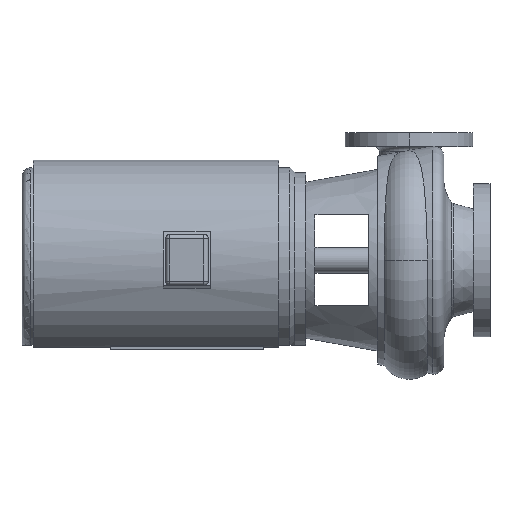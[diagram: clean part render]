
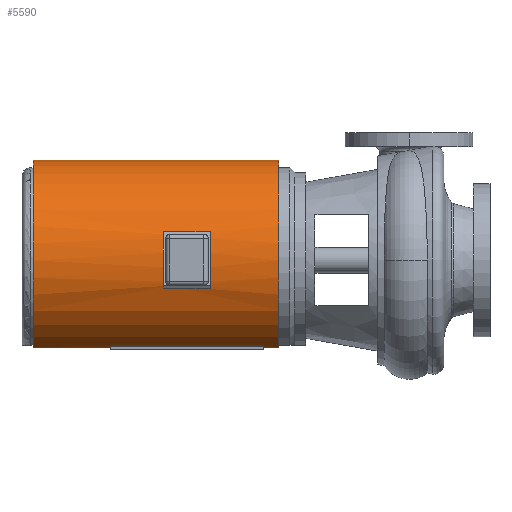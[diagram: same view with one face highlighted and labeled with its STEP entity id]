
A CAD part, top view. The second image highlights one B-rep face of the part: STEP entity #5590.
In plain terms, the highlighted cylindrical face has radius 149.225 mm (diameter 298.45 mm), a partial arc.
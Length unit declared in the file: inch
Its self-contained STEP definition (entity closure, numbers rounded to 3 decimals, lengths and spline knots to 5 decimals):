
#4040=CARTESIAN_POINT('',(-11.813,0.,0.));
#4041=DIRECTION('',(1.,0.,0.));
#4042=DIRECTION('',(0.,-0.213,-0.977));
#4043=AXIS2_PLACEMENT_3D('',#4040,#4041,#4042);
#4048=DIRECTION('',(1.,0.,0.));
#4049=VECTOR('',#4048,2.);
#4050=CARTESIAN_POINT('',(-14.063,-1.5,-5.68028));
#4051=LINE('',#4050,#4049);
#4055=CARTESIAN_POINT('',(-14.313,0.,0.));
#4056=DIRECTION('',(1.,0.,0.));
#4057=DIRECTION('',(0.,-0.213,-0.977));
#4058=AXIS2_PLACEMENT_3D('',#4055,#4056,#4057);
#4063=DIRECTION('',(1.,0.,0.));
#4064=VECTOR('',#4063,2.);
#4065=CARTESIAN_POINT('',(-14.063,1.5,-5.68028));
#4066=LINE('',#4065,#4064);
#4070=CARTESIAN_POINT('',(-7.65675,0.,0.));
#4071=DIRECTION('',(1.,0.,0.));
#4072=DIRECTION('',(0.,0.869,0.494));
#4073=AXIS2_PLACEMENT_3D('',#4070,#4071,#4072);
#4078=DIRECTION('',(1.,0.,0.));
#4079=VECTOR('',#4078,0.90625);
#4080=CARTESIAN_POINT('',(-8.563,5.10731,-2.90361));
#4081=LINE('',#4080,#4079);
#4085=CARTESIAN_POINT('',(-8.563,0.,0.));
#4086=DIRECTION('',(1.,0.,0.));
#4087=DIRECTION('',(0.,0.852,-0.523));
#4088=AXIS2_PLACEMENT_3D('',#4085,#4086,#4087);
#4093=DIRECTION('',(1.,0.,0.));
#4094=VECTOR('',#4093,9.);
#4095=CARTESIAN_POINT('',(-17.563,5.00752,-3.07252));
#4096=LINE('',#4095,#4094);
#4100=CARTESIAN_POINT('',(-17.563,0.,0.));
#4101=DIRECTION('',(1.,0.,0.));
#4102=DIRECTION('',(0.,0.852,-0.523));
#4103=AXIS2_PLACEMENT_3D('',#4100,#4101,#4102);
#4108=DIRECTION('',(1.,0.,0.));
#4109=VECTOR('',#4108,4.537);
#4110=CARTESIAN_POINT('',(-22.1,5.10731,-2.90361));
#4111=LINE('',#4110,#4109);
#4115=CARTESIAN_POINT('',(-22.1,0.,0.));
#4116=DIRECTION('',(-1.,0.,0.));
#4117=DIRECTION('',(0.,0.869,-0.494));
#4118=AXIS2_PLACEMENT_3D('',#4115,#4116,#4117);
#4123=DIRECTION('',(1.,0.,0.));
#4124=VECTOR('',#4123,4.537);
#4125=CARTESIAN_POINT('',(-22.1,5.10731,2.90361));
#4126=LINE('',#4125,#4124);
#4130=CARTESIAN_POINT('',(-17.563,0.,0.));
#4131=DIRECTION('',(1.,0.,0.));
#4132=DIRECTION('',(0.,0.869,0.494));
#4133=AXIS2_PLACEMENT_3D('',#4130,#4131,#4132);
#4138=DIRECTION('',(1.,0.,0.));
#4139=VECTOR('',#4138,9.);
#4140=CARTESIAN_POINT('',(-17.563,5.00752,3.07252));
#4141=LINE('',#4140,#4139);
#4145=CARTESIAN_POINT('',(-8.563,0.,0.));
#4146=DIRECTION('',(1.,0.,0.));
#4147=DIRECTION('',(0.,0.869,0.494));
#4148=AXIS2_PLACEMENT_3D('',#4145,#4146,#4147);
#4153=DIRECTION('',(1.,0.,0.));
#4154=VECTOR('',#4153,0.90625);
#4155=CARTESIAN_POINT('',(-8.563,5.10731,2.90361));
#4156=LINE('',#4155,#4154);
#4248=CARTESIAN_POINT('',(-11.813,1.25,-5.74048));
#4249=CARTESIAN_POINT('',(-11.813,1.2764,-5.73473));
#4250=CARTESIAN_POINT('',(-11.82132,1.32901,
-5.72289));
#4251=CARTESIAN_POINT('',(-11.85842,1.40079,
-5.70569));
#4252=CARTESIAN_POINT('',(-11.91427,1.45604,
-5.69178));
#4253=CARTESIAN_POINT('',(-11.98573,1.49212,
-5.68237));
#4254=CARTESIAN_POINT('',(-12.03734,1.5,-5.68028));
#4255=CARTESIAN_POINT('',(-12.063,1.5,-5.68028));
#4425=CARTESIAN_POINT('',(-14.063,1.5,-5.68028));
#4426=CARTESIAN_POINT('',(-14.08866,1.5,-5.68028));
#4427=CARTESIAN_POINT('',(-14.14027,1.49212,
-5.68237));
#4428=CARTESIAN_POINT('',(-14.21173,1.45604,
-5.69178));
#4429=CARTESIAN_POINT('',(-14.26758,1.40079,
-5.70569));
#4430=CARTESIAN_POINT('',(-14.30468,1.32901,
-5.72289));
#4431=CARTESIAN_POINT('',(-14.313,1.2764,-5.73473));
#4432=CARTESIAN_POINT('',(-14.313,1.25,-5.74048));
#4516=CARTESIAN_POINT('',(-14.313,-1.25,-5.74048));
#4517=CARTESIAN_POINT('',(-14.313,-1.2764,-5.73473));
#4518=CARTESIAN_POINT('',(-14.30468,-1.32901,
-5.72289));
#4519=CARTESIAN_POINT('',(-14.26758,-1.40079,
-5.70569));
#4520=CARTESIAN_POINT('',(-14.21173,-1.45604,
-5.69178));
#4521=CARTESIAN_POINT('',(-14.14027,-1.49212,
-5.68237));
#4522=CARTESIAN_POINT('',(-14.08866,-1.5,-5.68028));
#4523=CARTESIAN_POINT('',(-14.063,-1.5,-5.68028));
#4574=CARTESIAN_POINT('',(-12.063,-1.5,-5.68028));
#4575=CARTESIAN_POINT('',(-12.03734,-1.5,-5.68028));
#4576=CARTESIAN_POINT('',(-11.98573,-1.49212,
-5.68237));
#4577=CARTESIAN_POINT('',(-11.91427,-1.45604,
-5.69178));
#4578=CARTESIAN_POINT('',(-11.85842,-1.40079,
-5.70569));
#4579=CARTESIAN_POINT('',(-11.82132,-1.32901,
-5.72289));
#4580=CARTESIAN_POINT('',(-11.813,-1.2764,-5.73473));
#4581=CARTESIAN_POINT('',(-11.813,-1.25,-5.74048));
#5196=VERTEX_POINT('',#4516);
#5197=VERTEX_POINT('',#4523);
#5198=VERTEX_POINT('',#4574);
#5199=VERTEX_POINT('',#4581);
#5200=VERTEX_POINT('',#4425);
#5201=VERTEX_POINT('',#4432);
#5202=VERTEX_POINT('',#4248);
#5203=VERTEX_POINT('',#4255);
#5256=CARTESIAN_POINT('',(-17.563,5.00752,3.07252));
#5257=CARTESIAN_POINT('',(-8.563,5.00752,3.07252));
#5258=VERTEX_POINT('',#5256);
#5259=VERTEX_POINT('',#5257);
#5260=CARTESIAN_POINT('',(-17.563,5.00752,-3.07252));
#5261=CARTESIAN_POINT('',(-8.563,5.00752,-3.07252));
#5262=VERTEX_POINT('',#5260);
#5263=VERTEX_POINT('',#5261);
#5314=CARTESIAN_POINT('',(-7.65675,5.10731,2.90361));
#5315=CARTESIAN_POINT('',(-7.65675,5.10731,-2.90361));
#5316=VERTEX_POINT('',#5314);
#5317=VERTEX_POINT('',#5315);
#5318=CARTESIAN_POINT('',(-22.1,5.10731,-2.90361));
#5319=CARTESIAN_POINT('',(-22.1,5.10731,2.90361));
#5320=VERTEX_POINT('',#5318);
#5321=VERTEX_POINT('',#5319);
#5339=CARTESIAN_POINT('',(-17.563,5.10731,2.90361));
#5340=VERTEX_POINT('',#5339);
#5341=CARTESIAN_POINT('',(-8.563,5.10731,2.90361));
#5342=VERTEX_POINT('',#5341);
#5343=CARTESIAN_POINT('',(-17.563,5.10731,-2.90361));
#5344=VERTEX_POINT('',#5343);
#5345=CARTESIAN_POINT('',(-8.563,5.10731,-2.90361));
#5346=VERTEX_POINT('',#5345);
#5546=CARTESIAN_POINT('',(-23.58435,0.,0.));
#5547=DIRECTION('',(1.,0.,0.));
#5548=DIRECTION('',(0.,-1.,0.));
#5549=AXIS2_PLACEMENT_3D('',#5546,#5547,#5548);
#5550=CYLINDRICAL_SURFACE('',#5549,5.875);
#5552=ORIENTED_EDGE('',*,*,#5551,.T.);
#5554=ORIENTED_EDGE('',*,*,#5553,.F.);
#5556=ORIENTED_EDGE('',*,*,#5555,.F.);
#5558=ORIENTED_EDGE('',*,*,#5557,.F.);
#5559=ORIENTED_EDGE('',*,*,#5531,.T.);
#5561=ORIENTED_EDGE('',*,*,#5560,.F.);
#5562=ORIENTED_EDGE('',*,*,#5475,.T.);
#5563=ORIENTED_EDGE('',*,*,#5492,.T.);
#5564=ORIENTED_EDGE('',*,*,#5512,.T.);
#5566=ORIENTED_EDGE('',*,*,#5565,.T.);
#5568=ORIENTED_EDGE('',*,*,#5567,.F.);
#5569=ORIENTED_EDGE('',*,*,#5498,.T.);
#5570=EDGE_LOOP('',(#5552,#5554,#5556,#5558,#5559,#5561,#5562,#5563,#5564,#5566,
#5568,#5569));
#5571=FACE_OUTER_BOUND('',#5570,.F.);
#5573=ORIENTED_EDGE('',*,*,#5572,.F.);
#5575=ORIENTED_EDGE('',*,*,#5574,.F.);
#5577=ORIENTED_EDGE('',*,*,#5576,.F.);
#5579=ORIENTED_EDGE('',*,*,#5578,.F.);
#5581=ORIENTED_EDGE('',*,*,#5580,.T.);
#5583=ORIENTED_EDGE('',*,*,#5582,.F.);
#5585=ORIENTED_EDGE('',*,*,#5584,.T.);
#5587=ORIENTED_EDGE('',*,*,#5586,.F.);
#5588=EDGE_LOOP('',(#5573,#5575,#5577,#5579,#5581,#5583,#5585,#5587));
#5589=FACE_BOUND('',#5588,.F.);
#4044=CIRCLE('',#4043,5.875);
#4059=CIRCLE('',#4058,5.875);
#4074=CIRCLE('',#4073,5.875);
#4089=CIRCLE('',#4088,5.875);
#4104=CIRCLE('',#4103,5.875);
#4119=CIRCLE('',#4118,5.875);
#4134=CIRCLE('',#4133,5.875);
#4149=CIRCLE('',#4148,5.875);
#4256=B_SPLINE_CURVE_WITH_KNOTS('',3,(#4248,#4249,#4250,#4251,#4252,#4253,#4254,
#4255),.UNSPECIFIED.,.F.,.F.,(4,1,1,1,1,4),(0.,0.2,0.4,0.6,0.8,1.),
.UNSPECIFIED.);
#4433=B_SPLINE_CURVE_WITH_KNOTS('',3,(#4425,#4426,#4427,#4428,#4429,#4430,#4431,
#4432),.UNSPECIFIED.,.F.,.F.,(4,1,1,1,1,4),(0.,0.2,0.4,0.6,0.8,1.),
.UNSPECIFIED.);
#4524=B_SPLINE_CURVE_WITH_KNOTS('',3,(#4516,#4517,#4518,#4519,#4520,#4521,#4522,
#4523),.UNSPECIFIED.,.F.,.F.,(4,1,1,1,1,4),(0.,0.2,0.4,0.6,0.8,1.),
.UNSPECIFIED.);
#4582=B_SPLINE_CURVE_WITH_KNOTS('',3,(#4574,#4575,#4576,#4577,#4578,#4579,#4580,
#4581),.UNSPECIFIED.,.F.,.F.,(4,1,1,1,1,4),(0.,0.2,0.4,0.6,0.8,1.),
.UNSPECIFIED.);
#5475=EDGE_CURVE('',#5320,#5321,#4119,.T.);
#5492=EDGE_CURVE('',#5321,#5340,#4126,.T.);
#5498=EDGE_CURVE('',#5342,#5316,#4156,.T.);
#5512=EDGE_CURVE('',#5340,#5258,#4134,.T.);
#5531=EDGE_CURVE('',#5262,#5344,#4104,.T.);
#5551=EDGE_CURVE('',#5316,#5317,#4074,.T.);
#5553=EDGE_CURVE('',#5346,#5317,#4081,.T.);
#5555=EDGE_CURVE('',#5263,#5346,#4089,.T.);
#5557=EDGE_CURVE('',#5262,#5263,#4096,.T.);
#5560=EDGE_CURVE('',#5320,#5344,#4111,.T.);
#5565=EDGE_CURVE('',#5258,#5259,#4141,.T.);
#5567=EDGE_CURVE('',#5342,#5259,#4149,.T.);
#5572=EDGE_CURVE('',#5199,#5202,#4044,.T.);
#5574=EDGE_CURVE('',#5198,#5199,#4582,.T.);
#5576=EDGE_CURVE('',#5197,#5198,#4051,.T.);
#5578=EDGE_CURVE('',#5196,#5197,#4524,.T.);
#5580=EDGE_CURVE('',#5196,#5201,#4059,.T.);
#5582=EDGE_CURVE('',#5200,#5201,#4433,.T.);
#5584=EDGE_CURVE('',#5200,#5203,#4066,.T.);
#5586=EDGE_CURVE('',#5202,#5203,#4256,.T.);
#5590=ADVANCED_FACE('',(#5571,#5589),#5550,.T.);
